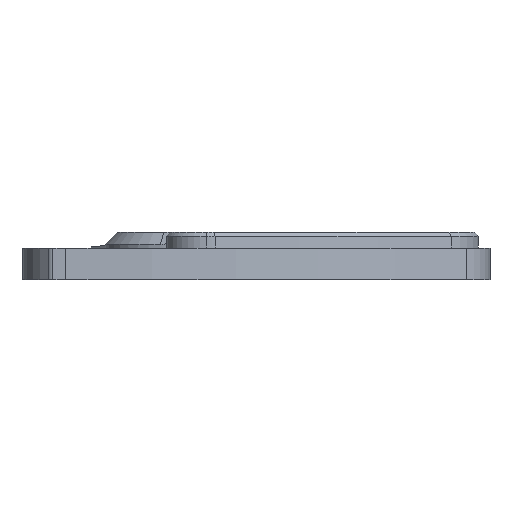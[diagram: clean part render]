
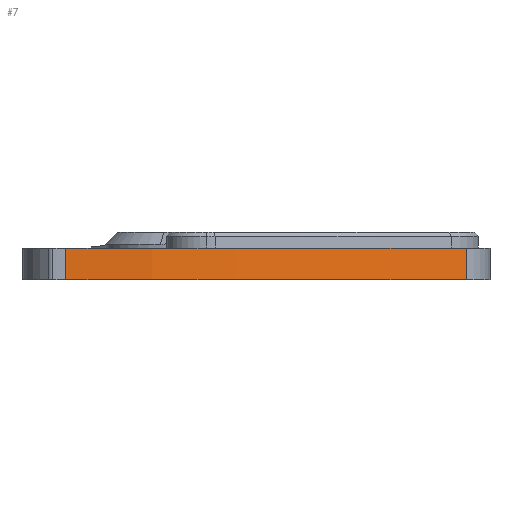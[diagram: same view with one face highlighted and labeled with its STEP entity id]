
A CAD part, left-side view. The second image highlights one B-rep face of the part: STEP entity #7.
In plain terms, the highlighted cylindrical face has radius 82.55 mm (diameter 165.1 mm), a partial arc.
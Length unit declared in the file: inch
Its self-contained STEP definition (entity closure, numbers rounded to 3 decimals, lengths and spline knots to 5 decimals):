
#7 = ADVANCED_FACE ( 'NONE', ( #529 ), #3530, .T. ) ;
#33 = EDGE_CURVE ( 'NONE', #3284, #1734, #1807, .T. ) ;
#235 = DIRECTION ( 'NONE',  ( 0., 0., 1. ) ) ;
#264 = VECTOR ( 'NONE', #3209, 39.37008 ) ;
#317 = VECTOR ( 'NONE', #3615, 39.37008 ) ;
#529 = FACE_OUTER_BOUND ( 'NONE', #1566, .T. ) ;
#887 = CARTESIAN_POINT ( 'NONE',  ( 3.3, -0.22681, 0. ) ) ;
#1219 = AXIS2_PLACEMENT_3D ( 'NONE', #4041, #1345, #4067 ) ;
#1225 = DIRECTION ( 'NONE',  ( -1., 0., 0. ) ) ;
#1345 = DIRECTION ( 'NONE',  ( 0., 0., 1. ) ) ;
#1395 = ORIENTED_EDGE ( 'NONE', *, *, #3351, .F. ) ;
#1566 = EDGE_LOOP ( 'NONE', ( #1395, #4221, #1781, #1690 ) ) ;
#1648 = EDGE_CURVE ( 'NONE', #1830, #1940, #1932, .T. ) ;
#1690 = ORIENTED_EDGE ( 'NONE', *, *, #1648, .F. ) ;
#1734 = VERTEX_POINT ( 'NONE', #3070 ) ;
#1781 = ORIENTED_EDGE ( 'NONE', *, *, #2031, .T. ) ;
#1796 = CARTESIAN_POINT ( 'NONE',  ( 0.72559, -2.21048, 0. ) ) ;
#1807 = LINE ( 'NONE', #4172, #264 ) ;
#1830 = VERTEX_POINT ( 'NONE', #2452 ) ;
#1932 = LINE ( 'NONE', #2936, #317 ) ;
#1940 = VERTEX_POINT ( 'NONE', #1796 ) ;
#2031 = EDGE_CURVE ( 'NONE', #1734, #1940, #3516, .T. ) ;
#2411 = CARTESIAN_POINT ( 'NONE',  ( 0.05, -0.22681, 0.157 ) ) ;
#2452 = CARTESIAN_POINT ( 'NONE',  ( 0.72559, -2.21048, 0.157 ) ) ;
#2879 = CARTESIAN_POINT ( 'NONE',  ( 3.3, -0.22681, 0.157 ) ) ;
#2936 = CARTESIAN_POINT ( 'NONE',  ( 0.72559, -2.21048, 0.157 ) ) ;
#3070 = CARTESIAN_POINT ( 'NONE',  ( 0.05, -0.22681, 0. ) ) ;
#3097 = CIRCLE ( 'NONE', #1219, 3.25 ) ;
#3209 = DIRECTION ( 'NONE',  ( 0., 0., -1. ) ) ;
#3284 = VERTEX_POINT ( 'NONE', #2411 ) ;
#3351 = EDGE_CURVE ( 'NONE', #3284, #1830, #3097, .T. ) ;
#3516 = CIRCLE ( 'NONE', #3868, 3.25 ) ;
#3530 = CYLINDRICAL_SURFACE ( 'NONE', #4015, 3.25 ) ;
#3615 = DIRECTION ( 'NONE',  ( 0., 0., -1. ) ) ;
#3822 = DIRECTION ( 'NONE',  ( 0., 0., -1. ) ) ;
#3868 = AXIS2_PLACEMENT_3D ( 'NONE', #887, #235, #4243 ) ;
#4015 = AXIS2_PLACEMENT_3D ( 'NONE', #2879, #3822, #1225 ) ;
#4041 = CARTESIAN_POINT ( 'NONE',  ( 3.3, -0.22681, 0.157 ) ) ;
#4067 = DIRECTION ( 'NONE',  ( 1., 0., 0. ) ) ;
#4172 = CARTESIAN_POINT ( 'NONE',  ( 0.05, -0.22681, 0.157 ) ) ;
#4221 = ORIENTED_EDGE ( 'NONE', *, *, #33, .T. ) ;
#4243 = DIRECTION ( 'NONE',  ( 1., 0., 0. ) ) ;
